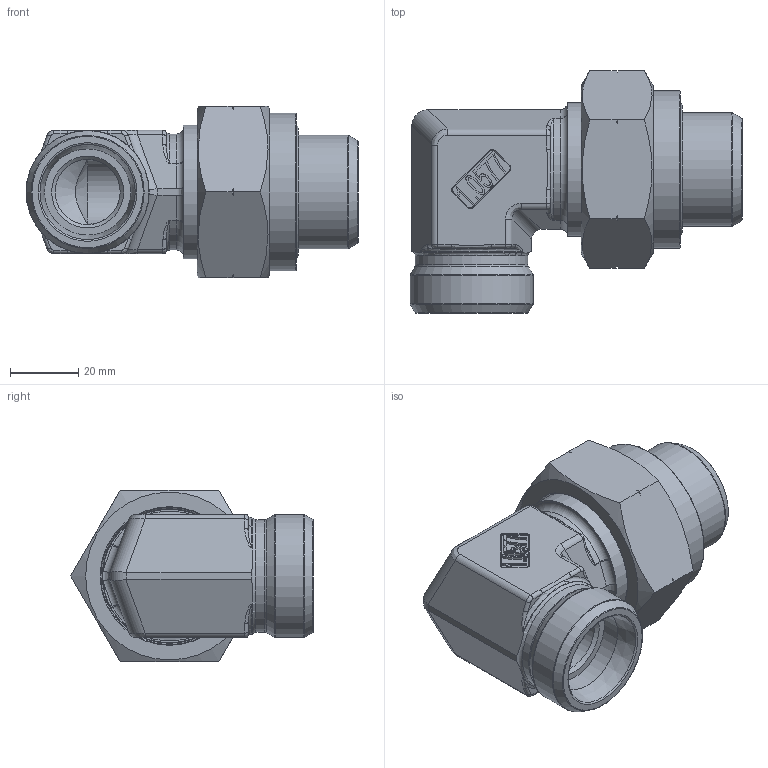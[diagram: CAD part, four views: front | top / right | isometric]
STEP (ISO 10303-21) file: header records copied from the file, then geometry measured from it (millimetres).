
FILE_DESCRIPTION(/* description */ (''),/* implementation_level */ '2;1');
FILE_NAME(/* name */ 'SV25.stp',/* time_stamp */ '2025-01-10T08:49:01+01:00',/* author */ (''),/* organization */ (''),/* preprocessor_version */ 'ST-DEVELOPER v16',/* originating_system */ 'SIEMENS PLM Software NX 10.0',/* authorisation */ '');
FILE_SCHEMA (('AP203_CONFIGURATION_CONTROLLED_3D_DESIGN_OF_MECHANICAL_PARTS_AND_ASSEMBLIES_MIM_LF { 1 0 10303 403 2 1 2}'));
Length unit declared in the file: millimetre
Products named in the file (1): lwes24B827ADuv9g
Bounding box: 97 x 70.87 x 50 mm (x, y, z)
Volume: 111845.1 mm3; surface area: 35610.4 mm2
Topology: 4 solids, 4 shells, 309 faces, 750 edges, 466 vertices
Faces by surface type: plane 116, cylinder 76, bspline 38, torus 33, cone 27, extrusion 17, revolution 2
Full cylindrical faces by diameter (mm): 19 x2, 25.22 x1, 29.5 x1, 30.291 x1, 32.9 x1, 33.2 x1, 34.545 x1, 36 x1, 39.12 x2, 39.34 x1, 39.95 x1, 45.95 x1
Entity records: 10013 total; most frequent: CARTESIAN_POINT 3482, ORIENTED_EDGE 1352, DIRECTION 1201, EDGE_CURVE 676, AXIS2_PLACEMENT_3D 490, VERTEX_POINT 446, EDGE_LOOP 382, ADVANCED_FACE 309
